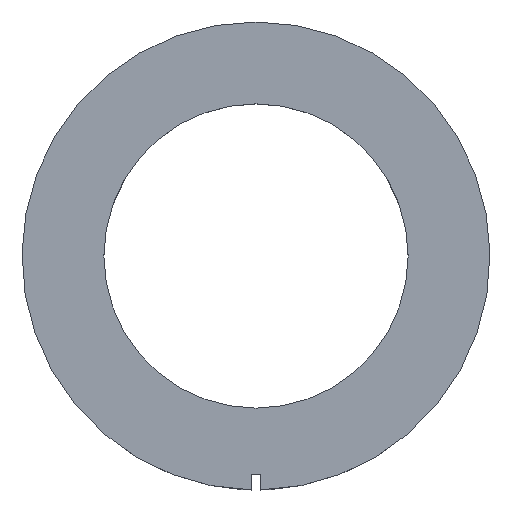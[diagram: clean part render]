
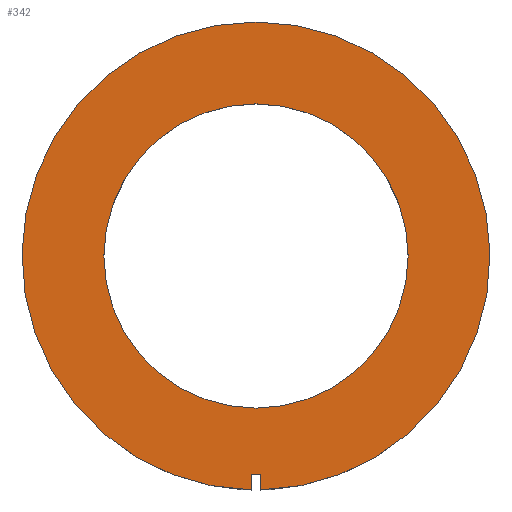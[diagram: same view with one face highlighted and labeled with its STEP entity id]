
A CAD part, top view. The second image highlights one B-rep face of the part: STEP entity #342.
In plain terms, the highlighted planar face has unit normal (0, 0, 1).
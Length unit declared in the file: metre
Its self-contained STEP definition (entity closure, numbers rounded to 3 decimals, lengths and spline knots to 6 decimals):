
#26=LINE('',#591,#44);
#32=LINE('',#601,#50);
#33=LINE('',#602,#51);
#44=VECTOR('',#466,1.);
#50=VECTOR('',#478,1.);
#51=VECTOR('',#479,1.);
#58=PLANE('',#392);
#101=ORIENTED_EDGE('',*,*,#147,.T.);
#102=ORIENTED_EDGE('',*,*,#174,.T.);
#103=ORIENTED_EDGE('',*,*,#168,.T.);
#104=ORIENTED_EDGE('',*,*,#175,.T.);
#105=ORIENTED_EDGE('',*,*,#155,.T.);
#147=EDGE_CURVE('',#187,#187,#219,.T.);
#155=EDGE_CURVE('',#196,#195,#226,.T.);
#168=EDGE_CURVE('',#209,#208,#26,.T.);
#174=EDGE_CURVE('',#195,#209,#32,.T.);
#175=EDGE_CURVE('',#208,#196,#33,.T.);
#187=VERTEX_POINT('',#529);
#195=VERTEX_POINT('',#551);
#196=VERTEX_POINT('',#553);
#208=VERTEX_POINT('',#590);
#209=VERTEX_POINT('',#592);
#219=CIRCLE('',#371,0.0195);
#226=CIRCLE('',#385,0.03);
#253=EDGE_LOOP('',(#101));
#254=EDGE_LOOP('',(#102,#103,#104,#105));
#295=FACE_BOUND('',#253,.T.);
#296=FACE_BOUND('',#254,.T.);
#342=ADVANCED_FACE('',(#295,#296),#58,.T.);
#371=AXIS2_PLACEMENT_3D('',#528,#420,#421);
#385=AXIS2_PLACEMENT_3D('',#552,#449,#450);
#392=AXIS2_PLACEMENT_3D('',#600,#476,#477);
#420=DIRECTION('',(0.,0.,-1.));
#421=DIRECTION('',(1.,0.,0.));
#449=DIRECTION('',(0.,0.,1.));
#450=DIRECTION('',(1.,0.,0.));
#466=DIRECTION('',(1.,0.,0.));
#476=DIRECTION('',(0.,0.,1.));
#477=DIRECTION('',(1.,0.,0.));
#478=DIRECTION('',(0.,1.,0.));
#479=DIRECTION('',(0.,-1.,0.));
#528=CARTESIAN_POINT('',(0.,0.,0.004));
#529=CARTESIAN_POINT('',(0.0195,0.,0.004));
#551=CARTESIAN_POINT('',(-0.0006,-0.029994,0.004));
#552=CARTESIAN_POINT('',(0.,0.,0.004));
#553=CARTESIAN_POINT('',(0.0006,-0.029994,0.004));
#590=CARTESIAN_POINT('',(0.0006,-0.028,0.004));
#591=CARTESIAN_POINT('',(0.,-0.028,0.004));
#592=CARTESIAN_POINT('',(-0.0006,-0.028,0.004));
#600=CARTESIAN_POINT('',(0.,0.,0.004));
#601=CARTESIAN_POINT('',(-0.0006,-0.014,0.004));
#602=CARTESIAN_POINT('',(0.0006,-0.014,0.004));
